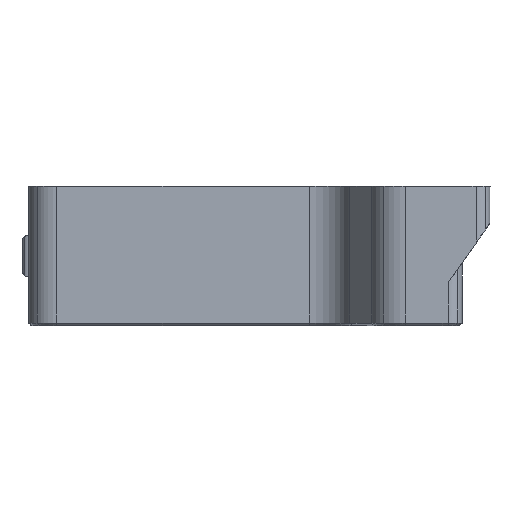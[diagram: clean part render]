
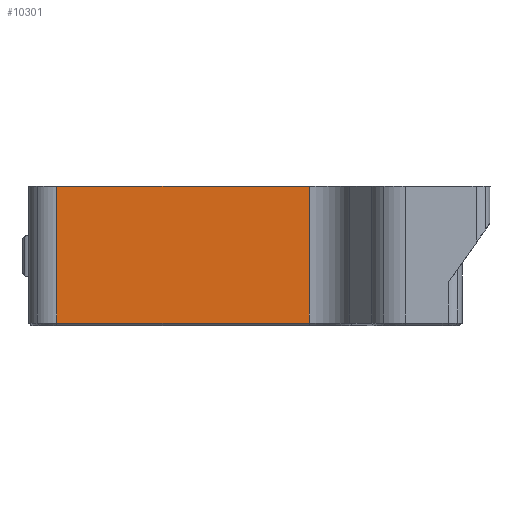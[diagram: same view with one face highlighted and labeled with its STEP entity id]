
A CAD part, front view. The second image highlights one B-rep face of the part: STEP entity #10301.
In plain terms, the highlighted planar face has unit normal (0, -1, 0).
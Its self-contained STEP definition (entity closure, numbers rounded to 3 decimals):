
#773 = EDGE_CURVE ( 'NONE', #11128, #4973, #8476, .T. ) ;
#1482 = LINE ( 'NONE', #6740, #1751 ) ;
#1490 = CARTESIAN_POINT ( 'NONE',  ( -62., -73.3, 20. ) ) ;
#1546 = DIRECTION ( 'NONE',  ( 0., 0., -1. ) ) ;
#1751 = VECTOR ( 'NONE', #1546, 1000. ) ;
#2262 = CARTESIAN_POINT ( 'NONE',  ( -29.449, -73.3, 0.4 ) ) ;
#2418 = ORIENTED_EDGE ( 'NONE', *, *, #8469, .F. ) ;
#2477 = CARTESIAN_POINT ( 'NONE',  ( -25.898, -73.3, 20. ) ) ;
#2574 = LINE ( 'NONE', #5671, #11087 ) ;
#2669 = DIRECTION ( 'NONE',  ( 0., 1., 0. ) ) ;
#2696 = ORIENTED_EDGE ( 'NONE', *, *, #7359, .F. ) ;
#2849 = EDGE_CURVE ( 'NONE', #7659, #4973, #1482, .T. ) ;
#4765 = CARTESIAN_POINT ( 'NONE',  ( -62., -73.3, 0.4 ) ) ;
#4973 = VERTEX_POINT ( 'NONE', #5359 ) ;
#5359 = CARTESIAN_POINT ( 'NONE',  ( -25.898, -73.3, 0.4 ) ) ;
#5671 = CARTESIAN_POINT ( 'NONE',  ( -29.449, -73.3, 20. ) ) ;
#5737 = DIRECTION ( 'NONE',  ( 1., 0., 0. ) ) ;
#6442 = DIRECTION ( 'NONE',  ( 1., 0., 0. ) ) ;
#6740 = CARTESIAN_POINT ( 'NONE',  ( -25.898, -73.3, 20. ) ) ;
#6907 = PLANE ( 'NONE',  #7668 ) ;
#6978 = CARTESIAN_POINT ( 'NONE',  ( -25.898, -73.3, 20. ) ) ;
#7359 = EDGE_CURVE ( 'NONE', #11128, #12910, #10761, .T. ) ;
#7659 = VERTEX_POINT ( 'NONE', #2477 ) ;
#7668 = AXIS2_PLACEMENT_3D ( 'NONE', #6978, #2669, #10041 ) ;
#8394 = DIRECTION ( 'NONE',  ( 0., 0., 1. ) ) ;
#8469 = EDGE_CURVE ( 'NONE', #12910, #7659, #2574, .T. ) ;
#8476 = LINE ( 'NONE', #2262, #9032 ) ;
#8960 = ORIENTED_EDGE ( 'NONE', *, *, #773, .T. ) ;
#9032 = VECTOR ( 'NONE', #6442, 1000. ) ;
#9239 = ORIENTED_EDGE ( 'NONE', *, *, #2849, .F. ) ;
#10041 = DIRECTION ( 'NONE',  ( 1., 0., 0. ) ) ;
#10301 = ADVANCED_FACE ( 'NONE', ( #12602 ), #6907, .F. ) ;
#10322 = VECTOR ( 'NONE', #8394, 1000. ) ;
#10761 = LINE ( 'NONE', #1490, #10322 ) ;
#11087 = VECTOR ( 'NONE', #5737, 1000. ) ;
#11128 = VERTEX_POINT ( 'NONE', #4765 ) ;
#11220 = CARTESIAN_POINT ( 'NONE',  ( -62., -73.3, 20. ) ) ;
#12369 = EDGE_LOOP ( 'NONE', ( #8960, #9239, #2418, #2696 ) ) ;
#12602 = FACE_OUTER_BOUND ( 'NONE', #12369, .T. ) ;
#12910 = VERTEX_POINT ( 'NONE', #11220 ) ;
